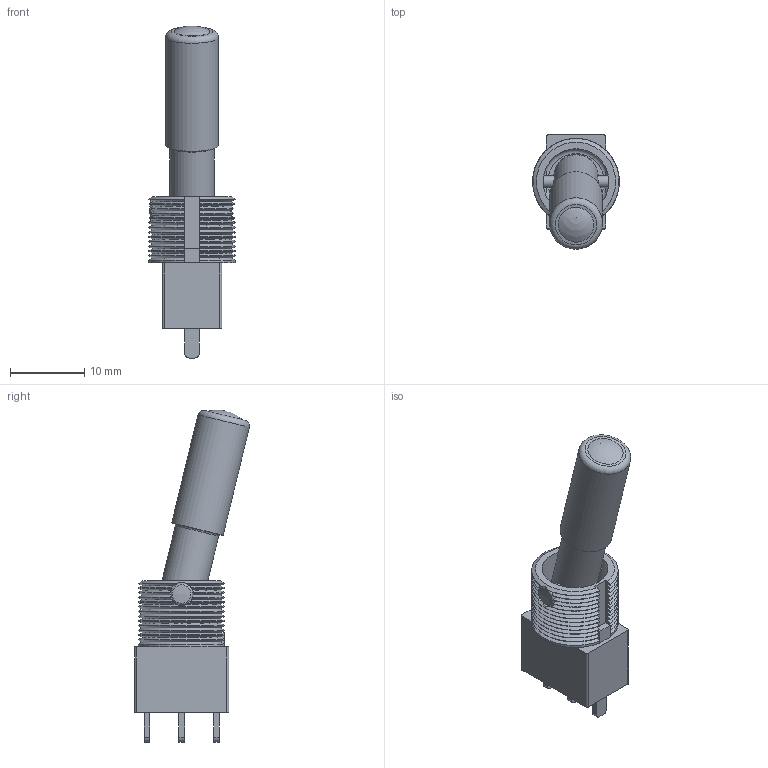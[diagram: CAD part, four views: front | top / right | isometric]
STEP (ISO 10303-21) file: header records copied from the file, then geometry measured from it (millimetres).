
FILE_DESCRIPTION(('FreeCAD Model'),'2;1');
FILE_NAME('Open CASCADE Shape Model','2023-12-31T14:43:57',(''),(''), 'Open CASCADE STEP processor 7.6','FreeCAD','Unknown');
FILE_SCHEMA(('AUTOMOTIVE_DESIGN { 1 0 10303 214 1 1 1 1 }'));
Length unit declared in the file: millimetre
Products named in the file (2): Switch 12mm; Switch
Assembly tree (1 placements, depth 2):
  Switch 12mm
    Switch
Bounding box: 11.68 x 15.48 x 44.77 mm (x, y, z)
Volume: 2244.3 mm3; surface area: 2156.5 mm2
Topology: 1 solids, 1 shells, 134 faces, 372 edges, 248 vertices
Faces by surface type: cone 45, cylinder 42, plane 39, torus 6, sphere 2
Full cylindrical faces by diameter (mm): 1.587 x2, 2.946 x1, 3.175 x2, 5.994 x1, 7.112 x1, 8.89 x1
Entity records: 4828 total; most frequent: CARTESIAN_POINT 1281, ORIENTED_EDGE 742, DIRECTION 691, EDGE_CURVE 371, AXIS2_PLACEMENT_3D 286, VERTEX_POINT 248, FACE_BOUND 145, EDGE_LOOP 145
